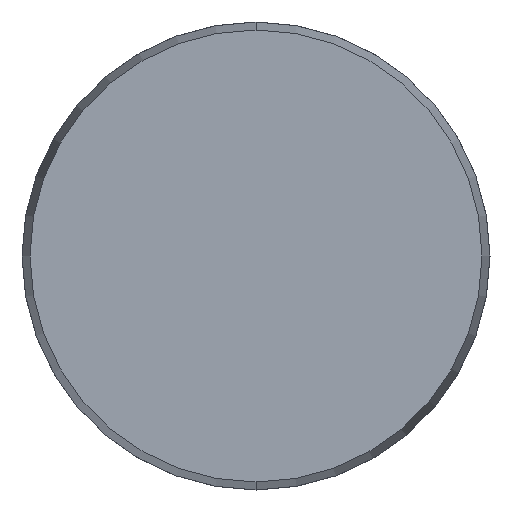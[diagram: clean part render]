
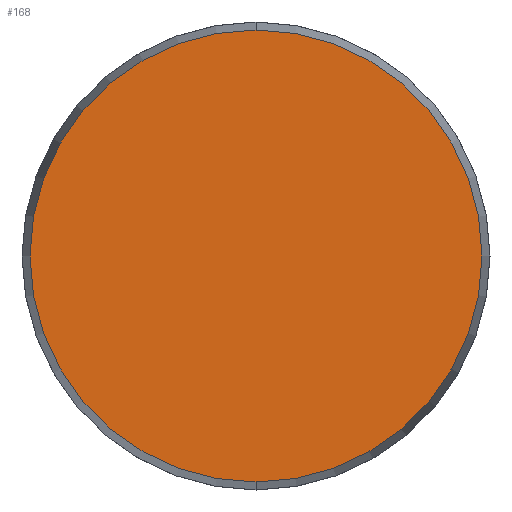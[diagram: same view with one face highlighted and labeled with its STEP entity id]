
A CAD part, front view. The second image highlights one B-rep face of the part: STEP entity #168.
In plain terms, the highlighted planar face has unit normal (0, -1, 0).
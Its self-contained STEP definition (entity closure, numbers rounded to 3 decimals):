
#130 = AXIS2_PLACEMENT_3D ( 'NONE', #680, #156, #1029 ) ;
#154 = DIRECTION ( 'NONE',  ( 0., 1., 0. ) ) ;
#156 = DIRECTION ( 'NONE',  ( 0., -1., 0. ) ) ;
#168 = ADVANCED_FACE ( 'NONE', ( #549 ), #469, .F. ) ;
#223 = CARTESIAN_POINT ( 'NONE',  ( -24.143, 0., 0. ) ) ;
#328 = DIRECTION ( 'NONE',  ( 0., -1., 0. ) ) ;
#369 = DIRECTION ( 'NONE',  ( 0., 0., 1. ) ) ;
#393 = AXIS2_PLACEMENT_3D ( 'NONE', #223, #154, #369 ) ;
#397 = CARTESIAN_POINT ( 'NONE',  ( 0., 0., 0. ) ) ;
#406 = CIRCLE ( 'NONE', #664, 24.143 ) ;
#469 = PLANE ( 'NONE',  #393 ) ;
#549 = FACE_OUTER_BOUND ( 'NONE', #693, .T. ) ;
#560 = CARTESIAN_POINT ( 'NONE',  ( 0., 0., 24.143 ) ) ;
#592 = EDGE_CURVE ( 'NONE', #792, #747, #844, .T. ) ;
#640 = ORIENTED_EDGE ( 'NONE', *, *, #666, .T. ) ;
#646 = DIRECTION ( 'NONE',  ( 0., 0., -1. ) ) ;
#664 = AXIS2_PLACEMENT_3D ( 'NONE', #397, #328, #646 ) ;
#666 = EDGE_CURVE ( 'NONE', #747, #792, #406, .T. ) ;
#680 = CARTESIAN_POINT ( 'NONE',  ( 0., 0., 0. ) ) ;
#693 = EDGE_LOOP ( 'NONE', ( #708, #640 ) ) ;
#708 = ORIENTED_EDGE ( 'NONE', *, *, #592, .T. ) ;
#747 = VERTEX_POINT ( 'NONE', #896 ) ;
#792 = VERTEX_POINT ( 'NONE', #560 ) ;
#844 = CIRCLE ( 'NONE', #130, 24.143 ) ;
#896 = CARTESIAN_POINT ( 'NONE',  ( 0., 0., -24.143 ) ) ;
#1029 = DIRECTION ( 'NONE',  ( 0., 0., -1. ) ) ;
